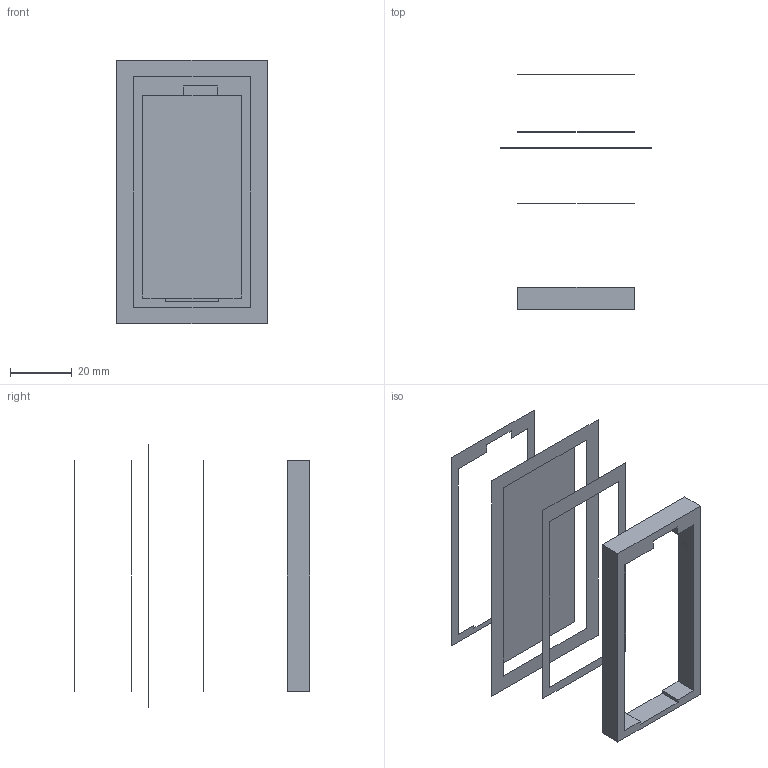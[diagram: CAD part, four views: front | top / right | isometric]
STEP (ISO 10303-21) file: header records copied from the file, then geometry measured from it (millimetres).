
FILE_DESCRIPTION(('STEP AP214'),'1');
FILE_NAME('Airmesh 2.0.stp','2024-11-07T18:29:52',(' '),(' '),'Spatial InterOp 3D',' ',' ');
FILE_SCHEMA(('AUTOMOTIVE_DESIGN { 1 0 10303 214 1 1 1 1 }'));
Length unit declared in the file: metre
Products named in the file (1): Solid
Bounding box: 48.61 x 76.1 x 85.4 mm (x, y, z)
Volume: 4927 mm3; surface area: 10045.5 mm2
Topology: 1 solids, 7 shells, 26 faces, 98 edges, 84 vertices
Faces by surface type: plane 24, cylinder 2
Entity records: 1184 total; most frequent: CARTESIAN_POINT 208, DIRECTION 174, ORIENTED_EDGE 148, EDGE_CURVE 94, LINE 90, VECTOR 90, VERTEX_POINT 76, AXIS2_PLACEMENT_3D 42
